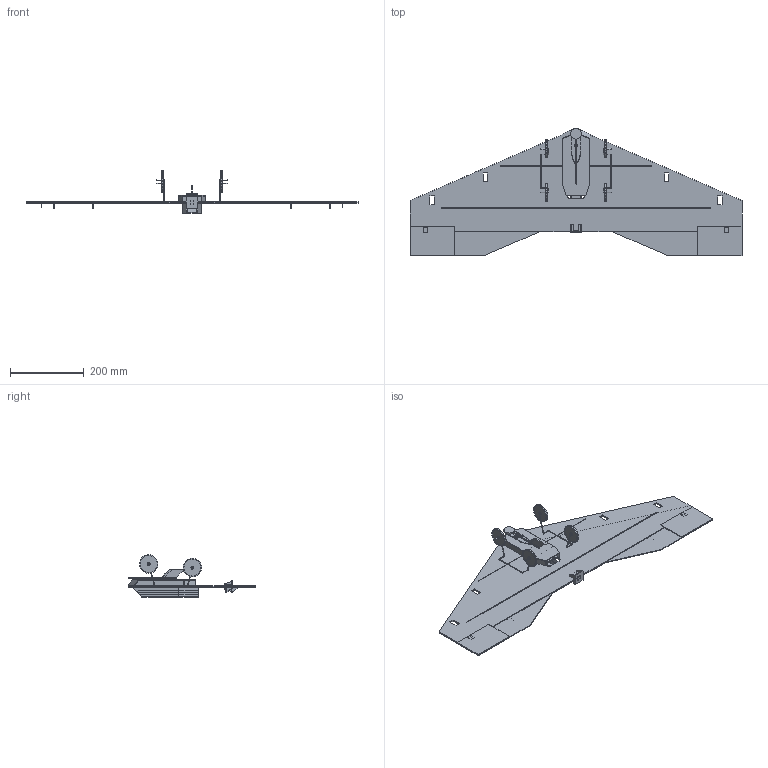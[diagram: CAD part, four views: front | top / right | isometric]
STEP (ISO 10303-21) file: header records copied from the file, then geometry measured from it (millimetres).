
FILE_DESCRIPTION(('CATIA V5 STEP Exchange'),'2;1');
FILE_NAME('miniflywing.stp','2026-02-16T13:25:42+00:00',('none'),('none'),'CATIA Version 5 Release 21 GA (IN-10)','CATIA V5 STEP AP203','none');
FILE_SCHEMA(('CONFIG_CONTROL_DESIGN'));
Length unit declared in the file: millimetre
Products named in the file (1): miniflywing
Bounding box: 900 x 346.49 x 114.95 mm (x, y, z)
Volume: 897875.9 mm3; surface area: 906822.4 mm2
Topology: 47 solids, 47 shells, 774 faces, 1853 edges, 1202 vertices
Faces by surface type: plane 541, cylinder 203, cone 16, extrusion 8, bspline 4, torus 2
Entity records: 21189 total; most frequent: CARTESIAN_POINT 4492, ORIENTED_EDGE 3706, DIRECTION 2680, EDGE_CURVE 1850, VECTOR 1366, LINE 1358, VERTEX_POINT 1194, EDGE_LOOP 901
